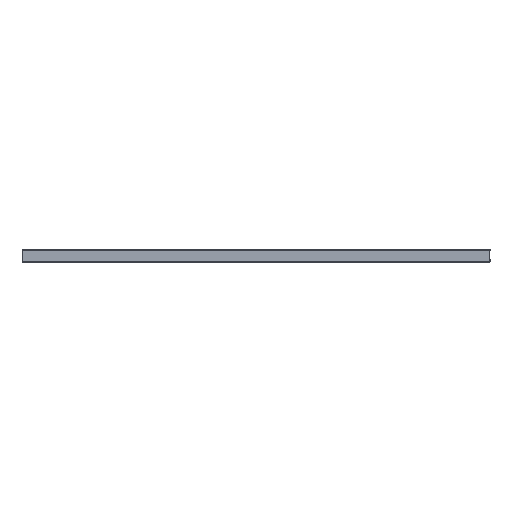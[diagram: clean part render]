
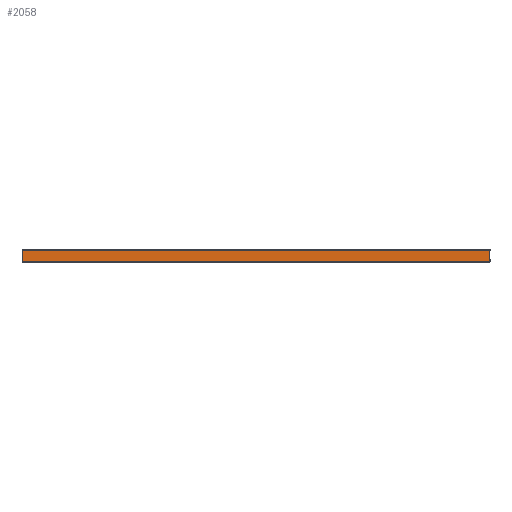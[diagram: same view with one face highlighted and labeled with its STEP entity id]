
A CAD part, top view. The second image highlights one B-rep face of the part: STEP entity #2058.
In plain terms, the highlighted planar face has unit normal (0, 0, 1).
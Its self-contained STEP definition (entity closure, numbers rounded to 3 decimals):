
#165 = VERTEX_POINT ( 'NONE', #3780 ) ;
#1010 = LINE ( 'NONE', #6670, #3803 ) ;
#1065 = EDGE_CURVE ( 'NONE', #4624, #165, #3211, .T. ) ;
#1221 = LINE ( 'NONE', #6108, #5238 ) ;
#1340 = CARTESIAN_POINT ( 'NONE',  ( 30.403, 278.315, 71.671 ) ) ;
#1657 = AXIS2_PLACEMENT_3D ( 'NONE', #2329, #5216, #5178 ) ;
#1703 = ORIENTED_EDGE ( 'NONE', *, *, #5417, .F. ) ;
#1710 = ORIENTED_EDGE ( 'NONE', *, *, #2747, .F. ) ;
#1871 = ORIENTED_EDGE ( 'NONE', *, *, #1065, .T. ) ;
#2058 = ADVANCED_FACE ( 'NONE', ( #2983 ), #3264, .T. ) ;
#2091 = ORIENTED_EDGE ( 'NONE', *, *, #6114, .F. ) ;
#2236 = CARTESIAN_POINT ( 'NONE',  ( 30.403, 229.815, 71.671 ) ) ;
#2329 = CARTESIAN_POINT ( 'NONE',  ( 180.403, 229.815, 71.671 ) ) ;
#2747 = EDGE_CURVE ( 'NONE', #6774, #165, #1221, .T. ) ;
#2983 = FACE_OUTER_BOUND ( 'NONE', #6041, .T. ) ;
#3008 = DIRECTION ( 'NONE',  ( 0., -1., 0. ) ) ;
#3211 = LINE ( 'NONE', #2236, #5829 ) ;
#3264 = PLANE ( 'NONE',  #1657 ) ;
#3468 = CARTESIAN_POINT ( 'NONE',  ( 2030.403, 230.315, 71.671 ) ) ;
#3516 = DIRECTION ( 'NONE',  ( 1., 0., 0. ) ) ;
#3780 = CARTESIAN_POINT ( 'NONE',  ( 30.403, 230.315, 71.671 ) ) ;
#3803 = VECTOR ( 'NONE', #3516, 1000. ) ;
#3855 = VERTEX_POINT ( 'NONE', #6527 ) ;
#3978 = LINE ( 'NONE', #6671, #6591 ) ;
#4624 = VERTEX_POINT ( 'NONE', #1340 ) ;
#5045 = DIRECTION ( 'NONE',  ( -1., 0., 0. ) ) ;
#5178 = DIRECTION ( 'NONE',  ( 1., 0., 0. ) ) ;
#5216 = DIRECTION ( 'NONE',  ( 0., 0., 1. ) ) ;
#5238 = VECTOR ( 'NONE', #5045, 1000. ) ;
#5417 = EDGE_CURVE ( 'NONE', #3855, #6774, #3978, .T. ) ;
#5829 = VECTOR ( 'NONE', #5857, 1000. ) ;
#5857 = DIRECTION ( 'NONE',  ( 0., -1., 0. ) ) ;
#6041 = EDGE_LOOP ( 'NONE', ( #1710, #1703, #2091, #1871 ) ) ;
#6108 = CARTESIAN_POINT ( 'NONE',  ( 0., 230.315, 71.671 ) ) ;
#6114 = EDGE_CURVE ( 'NONE', #4624, #3855, #1010, .T. ) ;
#6527 = CARTESIAN_POINT ( 'NONE',  ( 2030.403, 278.315, 71.671 ) ) ;
#6591 = VECTOR ( 'NONE', #3008, 1000. ) ;
#6670 = CARTESIAN_POINT ( 'NONE',  ( 2060.807, 278.315, 71.671 ) ) ;
#6671 = CARTESIAN_POINT ( 'NONE',  ( 2030.403, 218.657, 71.671 ) ) ;
#6774 = VERTEX_POINT ( 'NONE', #3468 ) ;
